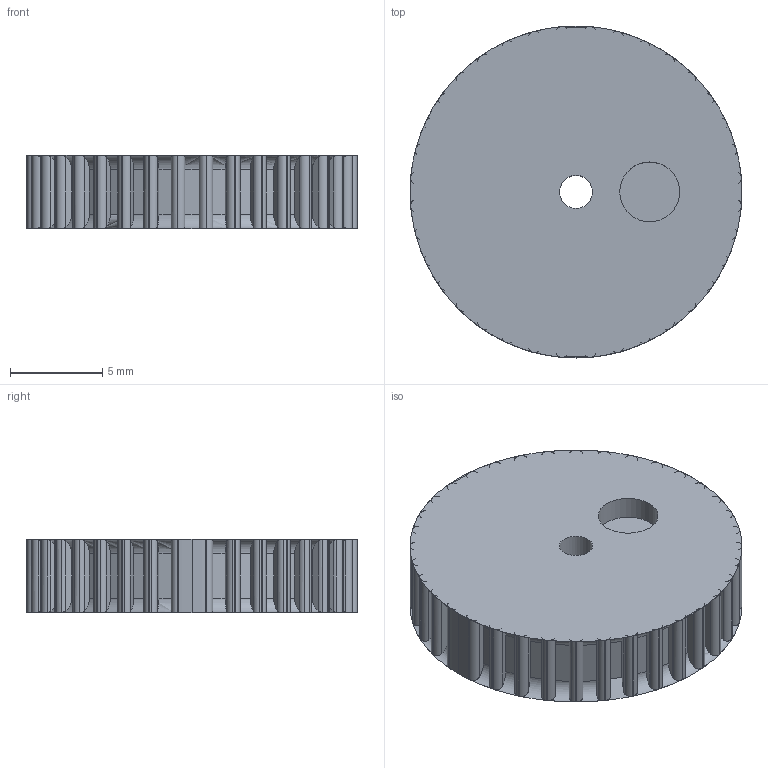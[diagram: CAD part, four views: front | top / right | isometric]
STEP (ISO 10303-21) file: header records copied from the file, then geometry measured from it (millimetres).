
FILE_DESCRIPTION(('HOOPS Exchange Step'),'2;1');
FILE_NAME('temp_export','2023-12-16T01:29:41-05:00',('jscotto'),('Shapr3D Limited'),'HOOPS Exchange 2023.2','Shapr3D','Authorized');
FILE_SCHEMA( ('AUTOMOTIVE_DESIGN { 1 0 10303 214 1 1 1 1 }') );
Length unit declared in the file: millimetre
Products named in the file (1): Topper (White)
Bounding box: 18 x 18 x 4 mm (x, y, z)
Volume: 907.6 mm3; surface area: 977.6 mm2
Topology: 1 solids, 1 shells, 333 faces, 912 edges, 582 vertices
Faces by surface type: cylinder 222, plane 111
Full cylindrical faces by diameter (mm): 1.8 x1, 3.25 x1
Entity records: 12776 total; most frequent: CARTESIAN_POINT 4852, ORIENTED_EDGE 1824, DIRECTION 1442, EDGE_CURVE 912, VERTEX_POINT 582, AXIS2_PLACEMENT_3D 556, B_SPLINE_CURVE_WITH_KNOTS 360, EDGE_LOOP 336
